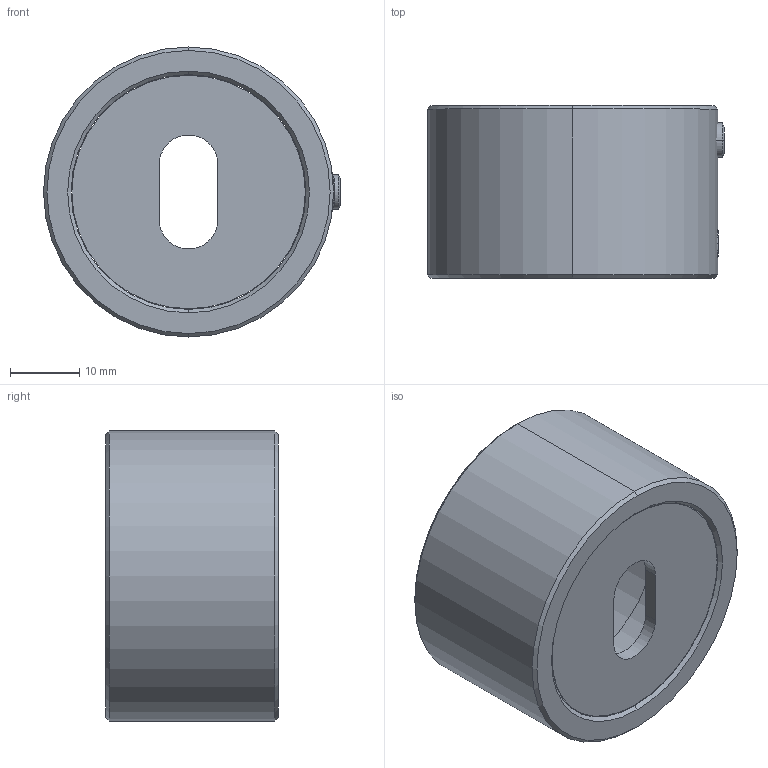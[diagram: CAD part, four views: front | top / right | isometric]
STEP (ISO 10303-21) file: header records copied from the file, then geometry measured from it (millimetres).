
FILE_DESCRIPTION (( 'STEP AP214' ), '1' );
FILE_NAME ('A_0504-233.STEP', '2021-12-21T06:58:29', ( '' ), ( '' ), 'SwSTEP 2.0', 'SolidWorks 2019', '' );
FILE_SCHEMA (( 'AUTOMOTIVE_DESIGN' ));
Length unit declared in the file: millimetre
Products named in the file (5): DIN 914_SKRUTKA M 5X 5; A_0504-233-P2; Skrutka DIN 913_SKRUTKA M 5X 5; A_0504-233-P1; A_0504-233
Assembly tree (4 placements, depth 2):
  A_0504-233
    A_0504-233-P1
    A_0504-233-P2
    Skrutka DIN 913_SKRUTKA M 5X 5
    DIN 914_SKRUTKA M 5X 5
Bounding box: 43 x 25 x 42 mm (x, y, z)
Volume: 15468 mm3; surface area: 10518.5 mm2
Topology: 4 solids, 4 shells, 66 faces, 143 edges, 88 vertices
Faces by surface type: plane 25, cylinder 21, cone 20
Entity records: 2285 total; most frequent: CARTESIAN_POINT 520, DIRECTION 333, ORIENTED_EDGE 286, EDGE_CURVE 143, AXIS2_PLACEMENT_3D 125, VERTEX_POINT 88, VECTOR 83, LINE 83
